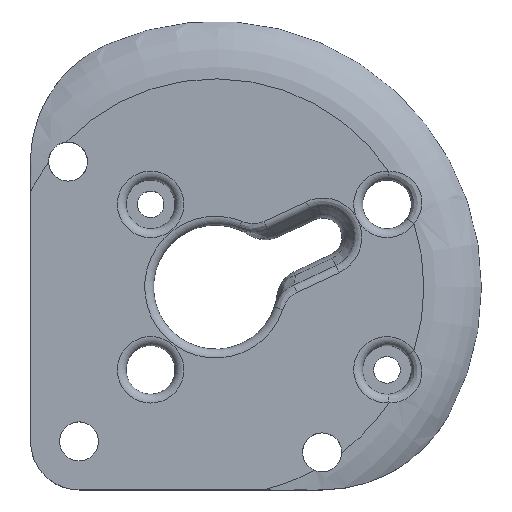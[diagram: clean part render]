
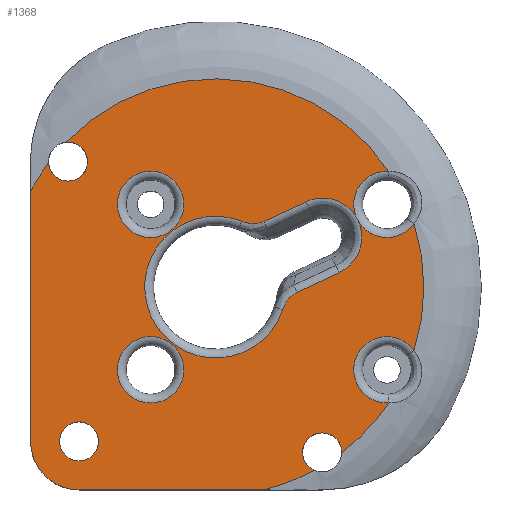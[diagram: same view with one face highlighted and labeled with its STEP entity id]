
A CAD part, top view. The second image highlights one B-rep face of the part: STEP entity #1368.
In plain terms, the highlighted planar face has unit normal (0, 0, 1).
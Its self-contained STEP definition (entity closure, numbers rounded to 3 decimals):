
#77=CIRCLE('',#1467,8.21);
#86=CIRCLE('',#1490,5.625);
#88=CIRCLE('',#1492,5.625);
#89=CIRCLE('',#1494,35.253);
#90=CIRCLE('',#1495,3.302);
#91=CIRCLE('',#1496,3.302);
#92=CIRCLE('',#1497,35.253);
#93=CIRCLE('',#1498,35.253);
#94=CIRCLE('',#1499,3.302);
#95=CIRCLE('',#1500,3.302);
#96=CIRCLE('',#1501,35.253);
#97=CIRCLE('',#1502,5.625);
#98=CIRCLE('',#1503,35.253);
#99=CIRCLE('',#1504,6.616);
#100=CIRCLE('',#1505,12.);
#101=CIRCLE('',#1506,6.616);
#102=CIRCLE('',#1507,5.625);
#103=CIRCLE('',#1508,3.302);
#104=CIRCLE('',#1509,5.625);
#156=FACE_BOUND('',#293,.T.);
#157=FACE_BOUND('',#294,.T.);
#158=FACE_BOUND('',#295,.T.);
#202=FACE_OUTER_BOUND('',#292,.T.);
#292=EDGE_LOOP('',(#1102,#1103,#1104,#1105,#1106,#1107,#1108,#1109,#1110,
#1111,#1112,#1113,#1114,#1115,#1116,#1117,#1118,#1119,#1120,#1121,#1122,
#1123));
#293=EDGE_LOOP('',(#1124));
#294=EDGE_LOOP('',(#1125));
#295=EDGE_LOOP('',(#1126));
#356=B_SPLINE_CURVE_WITH_KNOTS('',3,(#2422,#2423,#2424,#2425,#2426),
 .UNSPECIFIED.,.F.,.F.,(4,1,4),(-0.389,-0.222,0.),
 .UNSPECIFIED.);
#357=B_SPLINE_CURVE_WITH_KNOTS('',3,(#2430,#2431,#2432,#2433,#2434),
 .UNSPECIFIED.,.F.,.F.,(4,1,4),(-0.389,-0.222,0.),
 .UNSPECIFIED.);
#420=LINE('',#2250,#515);
#424=LINE('',#2271,#519);
#438=LINE('',#2420,#533);
#439=LINE('',#2436,#534);
#515=VECTOR('',#1706,10.);
#519=VECTOR('',#1716,10.);
#533=VECTOR('',#1802,10.);
#534=VECTOR('',#1805,10.);
#618=VERTEX_POINT('',#2247);
#619=VERTEX_POINT('',#2249);
#621=VERTEX_POINT('',#2258);
#623=VERTEX_POINT('',#2264);
#636=VERTEX_POINT('',#2357);
#640=VERTEX_POINT('',#2373);
#641=VERTEX_POINT('',#2383);
#642=VERTEX_POINT('',#2384);
#643=VERTEX_POINT('',#2399);
#644=VERTEX_POINT('',#2401);
#645=VERTEX_POINT('',#2403);
#646=VERTEX_POINT('',#2406);
#647=VERTEX_POINT('',#2408);
#648=VERTEX_POINT('',#2410);
#649=VERTEX_POINT('',#2412);
#650=VERTEX_POINT('',#2414);
#651=VERTEX_POINT('',#2417);
#652=VERTEX_POINT('',#2419);
#653=VERTEX_POINT('',#2421);
#654=VERTEX_POINT('',#2427);
#655=VERTEX_POINT('',#2429);
#656=VERTEX_POINT('',#2435);
#657=VERTEX_POINT('',#2438);
#658=VERTEX_POINT('',#2440);
#659=VERTEX_POINT('',#2442);
#769=EDGE_CURVE('',#619,#618,#420,.T.);
#773=EDGE_CURVE('',#618,#621,#77,.T.);
#776=EDGE_CURVE('',#621,#623,#424,.T.);
#804=EDGE_CURVE('',#642,#640,#86,.T.);
#806=EDGE_CURVE('',#636,#641,#88,.T.);
#807=EDGE_CURVE('',#636,#643,#89,.T.);
#808=EDGE_CURVE('',#643,#644,#90,.T.);
#809=EDGE_CURVE('',#644,#645,#91,.T.);
#810=EDGE_CURVE('',#645,#619,#92,.T.);
#811=EDGE_CURVE('',#623,#646,#93,.T.);
#812=EDGE_CURVE('',#646,#647,#94,.T.);
#813=EDGE_CURVE('',#647,#648,#95,.T.);
#814=EDGE_CURVE('',#648,#649,#96,.T.);
#815=EDGE_CURVE('',#650,#649,#97,.T.);
#816=EDGE_CURVE('',#650,#640,#98,.T.);
#817=EDGE_CURVE('',#651,#642,#99,.T.);
#818=EDGE_CURVE('',#652,#651,#438,.T.);
#819=EDGE_CURVE('',#653,#652,#356,.T.);
#820=EDGE_CURVE('',#654,#653,#100,.T.);
#821=EDGE_CURVE('',#655,#654,#357,.T.);
#822=EDGE_CURVE('',#656,#655,#439,.T.);
#823=EDGE_CURVE('',#641,#656,#101,.T.);
#824=EDGE_CURVE('',#657,#657,#102,.T.);
#825=EDGE_CURVE('',#658,#658,#103,.T.);
#826=EDGE_CURVE('',#659,#659,#104,.T.);
#1102=ORIENTED_EDGE('',*,*,#806,.F.);
#1103=ORIENTED_EDGE('',*,*,#807,.T.);
#1104=ORIENTED_EDGE('',*,*,#808,.T.);
#1105=ORIENTED_EDGE('',*,*,#809,.T.);
#1106=ORIENTED_EDGE('',*,*,#810,.T.);
#1107=ORIENTED_EDGE('',*,*,#769,.T.);
#1108=ORIENTED_EDGE('',*,*,#773,.T.);
#1109=ORIENTED_EDGE('',*,*,#776,.T.);
#1110=ORIENTED_EDGE('',*,*,#811,.T.);
#1111=ORIENTED_EDGE('',*,*,#812,.T.);
#1112=ORIENTED_EDGE('',*,*,#813,.T.);
#1113=ORIENTED_EDGE('',*,*,#814,.T.);
#1114=ORIENTED_EDGE('',*,*,#815,.F.);
#1115=ORIENTED_EDGE('',*,*,#816,.T.);
#1116=ORIENTED_EDGE('',*,*,#804,.F.);
#1117=ORIENTED_EDGE('',*,*,#817,.F.);
#1118=ORIENTED_EDGE('',*,*,#818,.F.);
#1119=ORIENTED_EDGE('',*,*,#819,.F.);
#1120=ORIENTED_EDGE('',*,*,#820,.F.);
#1121=ORIENTED_EDGE('',*,*,#821,.F.);
#1122=ORIENTED_EDGE('',*,*,#822,.F.);
#1123=ORIENTED_EDGE('',*,*,#823,.F.);
#1124=ORIENTED_EDGE('',*,*,#824,.F.);
#1125=ORIENTED_EDGE('',*,*,#825,.T.);
#1126=ORIENTED_EDGE('',*,*,#826,.F.);
#1319=PLANE('',#1493);
#1368=ADVANCED_FACE('',(#202,#156,#157,#158),#1319,.T.);
#1467=AXIS2_PLACEMENT_3D('',#2260,#1711,#1712);
#1490=AXIS2_PLACEMENT_3D('',#2395,#1772,#1773);
#1492=AXIS2_PLACEMENT_3D('',#2397,#1776,#1777);
#1493=AXIS2_PLACEMENT_3D('',#2398,#1778,#1779);
#1494=AXIS2_PLACEMENT_3D('',#2400,#1780,#1781);
#1495=AXIS2_PLACEMENT_3D('',#2402,#1782,#1783);
#1496=AXIS2_PLACEMENT_3D('',#2404,#1784,#1785);
#1497=AXIS2_PLACEMENT_3D('',#2405,#1786,#1787);
#1498=AXIS2_PLACEMENT_3D('',#2407,#1788,#1789);
#1499=AXIS2_PLACEMENT_3D('',#2409,#1790,#1791);
#1500=AXIS2_PLACEMENT_3D('',#2411,#1792,#1793);
#1501=AXIS2_PLACEMENT_3D('',#2413,#1794,#1795);
#1502=AXIS2_PLACEMENT_3D('',#2415,#1796,#1797);
#1503=AXIS2_PLACEMENT_3D('',#2416,#1798,#1799);
#1504=AXIS2_PLACEMENT_3D('',#2418,#1800,#1801);
#1505=AXIS2_PLACEMENT_3D('',#2428,#1803,#1804);
#1506=AXIS2_PLACEMENT_3D('',#2437,#1806,#1807);
#1507=AXIS2_PLACEMENT_3D('',#2439,#1808,#1809);
#1508=AXIS2_PLACEMENT_3D('',#2441,#1810,#1811);
#1509=AXIS2_PLACEMENT_3D('',#2443,#1812,#1813);
#1706=DIRECTION('',(0.,-1.,0.));
#1711=DIRECTION('center_axis',(0.,0.,1.));
#1712=DIRECTION('ref_axis',(-1.,0.,0.));
#1716=DIRECTION('',(1.,0.,0.));
#1772=DIRECTION('center_axis',(0.,0.,1.));
#1773=DIRECTION('ref_axis',(-0.901,-0.435,0.));
#1776=DIRECTION('center_axis',(0.,0.,1.));
#1777=DIRECTION('ref_axis',(-0.901,-0.435,0.));
#1778=DIRECTION('center_axis',(0.,0.,1.));
#1779=DIRECTION('ref_axis',(1.,0.,0.));
#1780=DIRECTION('center_axis',(0.,0.,1.));
#1781=DIRECTION('ref_axis',(-1.,0.,0.));
#1782=DIRECTION('center_axis',(0.,0.,-1.));
#1783=DIRECTION('ref_axis',(-1.,0.,0.));
#1784=DIRECTION('center_axis',(0.,0.,-1.));
#1785=DIRECTION('ref_axis',(-1.,0.,0.));
#1786=DIRECTION('center_axis',(0.,0.,1.));
#1787=DIRECTION('ref_axis',(-1.,0.,0.));
#1788=DIRECTION('center_axis',(0.,0.,1.));
#1789=DIRECTION('ref_axis',(-1.,0.,0.));
#1790=DIRECTION('center_axis',(0.,0.,-1.));
#1791=DIRECTION('ref_axis',(-1.,0.,0.));
#1792=DIRECTION('center_axis',(0.,0.,-1.));
#1793=DIRECTION('ref_axis',(-1.,0.,0.));
#1794=DIRECTION('center_axis',(0.,0.,1.));
#1795=DIRECTION('ref_axis',(-1.,0.,0.));
#1796=DIRECTION('center_axis',(0.,0.,1.));
#1797=DIRECTION('ref_axis',(-0.901,0.435,0.));
#1798=DIRECTION('center_axis',(0.,0.,1.));
#1799=DIRECTION('ref_axis',(-1.,0.,0.));
#1800=DIRECTION('center_axis',(0.,0.,1.));
#1801=DIRECTION('ref_axis',(0.906,0.423,0.));
#1802=DIRECTION('',(0.906,0.423,0.));
#1803=DIRECTION('center_axis',(0.,0.,1.));
#1804=DIRECTION('ref_axis',(-0.906,-0.423,0.));
#1805=DIRECTION('',(-0.906,-0.423,0.));
#1806=DIRECTION('center_axis',(0.,0.,1.));
#1807=DIRECTION('ref_axis',(0.906,0.423,0.));
#1808=DIRECTION('center_axis',(0.,0.,1.));
#1809=DIRECTION('ref_axis',(-1.,0.,0.));
#1810=DIRECTION('center_axis',(0.,0.,-1.));
#1811=DIRECTION('ref_axis',(-1.,0.,0.));
#1812=DIRECTION('center_axis',(0.,0.,1.));
#1813=DIRECTION('ref_axis',(-1.,0.,0.));
#2247=CARTESIAN_POINT('',(-40.325,-26.115,9.75));
#2249=CARTESIAN_POINT('',(-40.325,16.172,9.75));
#2250=CARTESIAN_POINT('',(-40.325,-9.864,9.75));
#2258=CARTESIAN_POINT('',(-32.115,-34.325,9.75));
#2260=CARTESIAN_POINT('Origin',(-32.115,-26.115,9.75));
#2264=CARTESIAN_POINT('',(-0.964,-34.325,9.75));
#2271=CARTESIAN_POINT('',(3.796,-34.325,9.75));
#2357=CARTESIAN_POINT('',(20.291,19.617,9.75));
#2373=CARTESIAN_POINT('',(24.579,10.734,9.75));
#2383=CARTESIAN_POINT('',(14.8,11.855,9.75));
#2384=CARTESIAN_POINT('',(15.212,11.049,9.75));
#2395=CARTESIAN_POINT('Origin',(20.,14.,9.75));
#2397=CARTESIAN_POINT('Origin',(20.,14.,9.75));
#2398=CARTESIAN_POINT('Origin',(-1.43,6.388,9.75));
#2399=CARTESIAN_POINT('',(-34.326,24.523,9.75));
#2400=CARTESIAN_POINT('Origin',(-9.,0.,9.75));
#2401=CARTESIAN_POINT('',(-30.673,21.24,9.75));
#2402=CARTESIAN_POINT('Origin',(-33.975,21.24,9.75));
#2403=CARTESIAN_POINT('',(-37.272,21.059,9.75));
#2404=CARTESIAN_POINT('Origin',(-33.975,21.24,9.75));
#2405=CARTESIAN_POINT('Origin',(-9.,0.,9.75));
#2406=CARTESIAN_POINT('',(7.748,-31.021,9.75));
#2407=CARTESIAN_POINT('Origin',(-9.,0.,9.75));
#2408=CARTESIAN_POINT('',(12.324,-27.975,9.75));
#2409=CARTESIAN_POINT('Origin',(9.022,-27.975,9.75));
#2410=CARTESIAN_POINT('',(12.323,-28.074,9.75));
#2411=CARTESIAN_POINT('Origin',(9.022,-27.975,9.75));
#2412=CARTESIAN_POINT('',(20.291,-19.617,9.75));
#2413=CARTESIAN_POINT('Origin',(-9.,0.,9.75));
#2414=CARTESIAN_POINT('',(24.579,-10.734,9.75));
#2415=CARTESIAN_POINT('Origin',(20.,-14.,9.75));
#2416=CARTESIAN_POINT('Origin',(-9.,0.,9.75));
#2417=CARTESIAN_POINT('',(11.922,2.456,9.75));
#2418=CARTESIAN_POINT('Origin',(9.126,8.452,9.75));
#2419=CARTESIAN_POINT('',(4.791,-0.869,9.75));
#2420=CARTESIAN_POINT('',(4.826,-0.853,9.75));
#2421=CARTESIAN_POINT('',(2.384,-3.795,9.75));
#2422=CARTESIAN_POINT('Ctrl Pts',(2.384,-3.795,9.75));
#2423=CARTESIAN_POINT('Ctrl Pts',(2.56,-3.268,9.75));
#2424=CARTESIAN_POINT('Ctrl Pts',(3.135,-2.093,9.75));
#2425=CARTESIAN_POINT('Ctrl Pts',(4.119,-1.182,9.75));
#2426=CARTESIAN_POINT('Ctrl Pts',(4.791,-0.869,9.75));
#2427=CARTESIAN_POINT('',(-4.59,11.16,9.75));
#2428=CARTESIAN_POINT('Origin',(-9.,0.,9.75));
#2429=CARTESIAN_POINT('',(-0.801,11.123,9.75));
#2430=CARTESIAN_POINT('Ctrl Pts',(-0.801,11.123,9.75));
#2431=CARTESIAN_POINT('Ctrl Pts',(-1.305,10.888,9.75));
#2432=CARTESIAN_POINT('Ctrl Pts',(-2.602,10.625,9.75));
#2433=CARTESIAN_POINT('Ctrl Pts',(-3.9,10.888,9.75));
#2434=CARTESIAN_POINT('Ctrl Pts',(-4.59,11.16,9.75));
#2435=CARTESIAN_POINT('',(6.33,14.449,9.75));
#2436=CARTESIAN_POINT('',(-5.298,9.026,9.75));
#2437=CARTESIAN_POINT('Origin',(9.126,8.452,9.75));
#2438=CARTESIAN_POINT('',(-14.375,14.,9.75));
#2439=CARTESIAN_POINT('Origin',(-20.,14.,9.75));
#2440=CARTESIAN_POINT('',(-28.813,-26.115,9.75));
#2441=CARTESIAN_POINT('Origin',(-32.115,-26.115,9.75));
#2442=CARTESIAN_POINT('',(-14.375,-14.,9.75));
#2443=CARTESIAN_POINT('Origin',(-20.,-14.,9.75));
